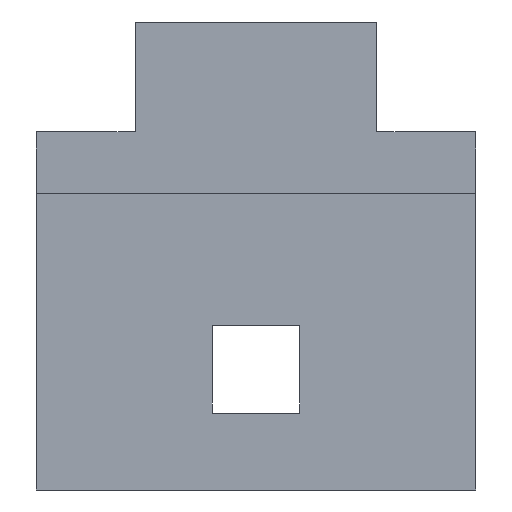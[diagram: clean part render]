
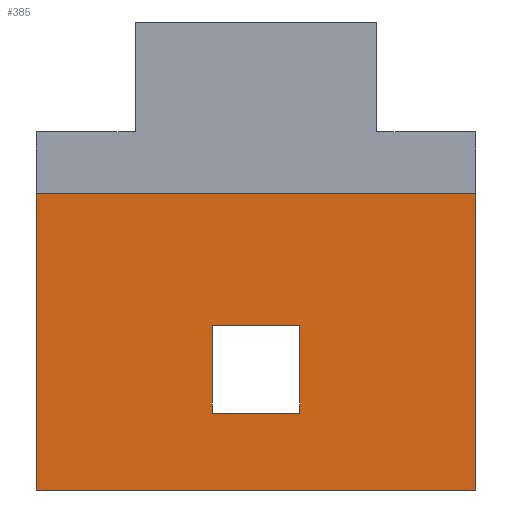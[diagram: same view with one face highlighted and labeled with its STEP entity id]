
A CAD part, front view. The second image highlights one B-rep face of the part: STEP entity #385.
In plain terms, the highlighted planar face has unit normal (0, -1, 0).
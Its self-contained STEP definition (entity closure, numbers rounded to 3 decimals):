
#104 = VERTEX_POINT('',#105);
#105 = CARTESIAN_POINT('',(0.,-2.,-6.75));
#111 = EDGE_CURVE('',#112,#104,#114,.T.);
#112 = VERTEX_POINT('',#113);
#113 = CARTESIAN_POINT('',(0.,-2.,0.));
#114 = LINE('',#115,#116);
#115 = CARTESIAN_POINT('',(0.,-2.,0.));
#116 = VECTOR('',#117,1.);
#117 = DIRECTION('',(-0.,-0.,-1.));
#140 = EDGE_CURVE('',#112,#141,#143,.T.);
#141 = VERTEX_POINT('',#142);
#142 = CARTESIAN_POINT('',(10.,-2.,0.));
#143 = LINE('',#144,#145);
#144 = CARTESIAN_POINT('',(0.,-2.,0.));
#145 = VECTOR('',#146,1.);
#146 = DIRECTION('',(1.,0.,0.));
#166 = EDGE_CURVE('',#141,#167,#169,.T.);
#167 = VERTEX_POINT('',#168);
#168 = CARTESIAN_POINT('',(10.,-2.,-6.75));
#169 = LINE('',#170,#171);
#170 = CARTESIAN_POINT('',(10.,-2.,0.));
#171 = VECTOR('',#172,1.);
#172 = DIRECTION('',(-0.,-0.,-1.));
#373 = EDGE_CURVE('',#104,#167,#374,.T.);
#374 = LINE('',#375,#376);
#375 = CARTESIAN_POINT('',(0.,-2.,-6.75));
#376 = VECTOR('',#377,1.);
#377 = DIRECTION('',(1.,0.,0.));
#385 = ADVANCED_FACE('',(#386,#392),#426,.T.);
#386 = FACE_BOUND('',#387,.T.);
#387 = EDGE_LOOP('',(#388,#389,#390,#391));
#388 = ORIENTED_EDGE('',*,*,#111,.T.);
#389 = ORIENTED_EDGE('',*,*,#373,.T.);
#390 = ORIENTED_EDGE('',*,*,#166,.F.);
#391 = ORIENTED_EDGE('',*,*,#140,.F.);
#392 = FACE_BOUND('',#393,.T.);
#393 = EDGE_LOOP('',(#394,#404,#412,#420));
#394 = ORIENTED_EDGE('',*,*,#395,.T.);
#395 = EDGE_CURVE('',#396,#398,#400,.T.);
#396 = VERTEX_POINT('',#397);
#397 = CARTESIAN_POINT('',(6.,-2.,-5.));
#398 = VERTEX_POINT('',#399);
#399 = CARTESIAN_POINT('',(4.,-2.,-5.));
#400 = LINE('',#401,#402);
#401 = CARTESIAN_POINT('',(2.,-2.,-5.));
#402 = VECTOR('',#403,1.);
#403 = DIRECTION('',(-1.,0.,0.));
#404 = ORIENTED_EDGE('',*,*,#405,.T.);
#405 = EDGE_CURVE('',#398,#406,#408,.T.);
#406 = VERTEX_POINT('',#407);
#407 = CARTESIAN_POINT('',(4.,-2.,-3.));
#408 = LINE('',#409,#410);
#409 = CARTESIAN_POINT('',(4.,-2.,-1.5));
#410 = VECTOR('',#411,1.);
#411 = DIRECTION('',(0.,0.,1.));
#412 = ORIENTED_EDGE('',*,*,#413,.T.);
#413 = EDGE_CURVE('',#406,#414,#416,.T.);
#414 = VERTEX_POINT('',#415);
#415 = CARTESIAN_POINT('',(6.,-2.,-3.));
#416 = LINE('',#417,#418);
#417 = CARTESIAN_POINT('',(3.,-2.,-3.));
#418 = VECTOR('',#419,1.);
#419 = DIRECTION('',(1.,0.,0.));
#420 = ORIENTED_EDGE('',*,*,#421,.T.);
#421 = EDGE_CURVE('',#414,#396,#422,.T.);
#422 = LINE('',#423,#424);
#423 = CARTESIAN_POINT('',(6.,-2.,-2.5));
#424 = VECTOR('',#425,1.);
#425 = DIRECTION('',(-0.,-0.,-1.));
#426 = PLANE('',#427);
#427 = AXIS2_PLACEMENT_3D('',#428,#429,#430);
#428 = CARTESIAN_POINT('',(0.,-2.,0.));
#429 = DIRECTION('',(0.,-1.,0.));
#430 = DIRECTION('',(1.,0.,0.));
